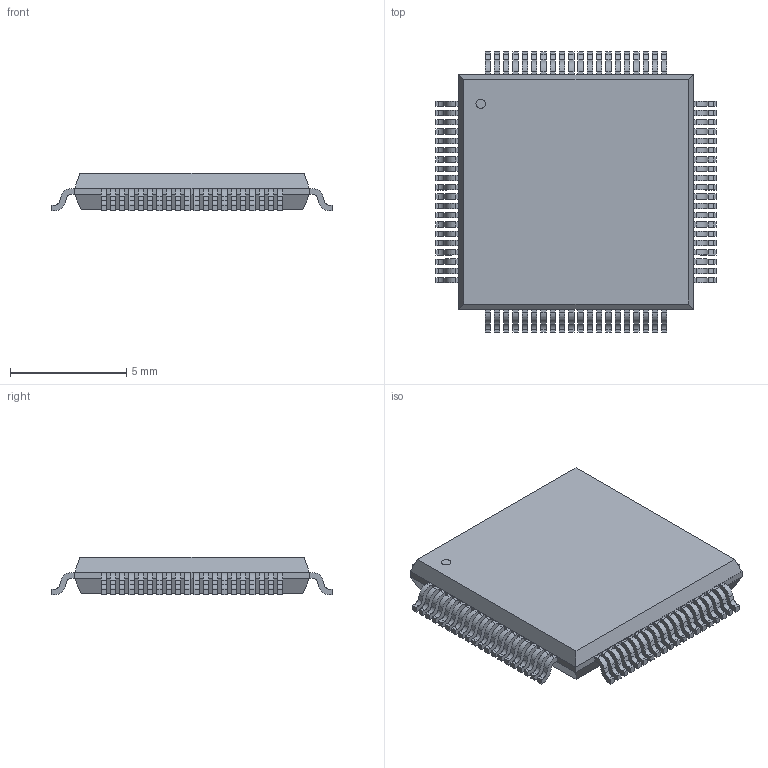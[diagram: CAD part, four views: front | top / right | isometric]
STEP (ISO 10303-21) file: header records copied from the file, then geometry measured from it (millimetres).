
FILE_DESCRIPTION(('STEP AP214'),'1');
FILE_NAME('LQFP10X10_80LD-PL-1_MCH','2025-07-11T05:37:45',(''),(''),'','','');
FILE_SCHEMA(('AUTOMOTIVE_DESIGN'));
Length unit declared in the file: millimetre
Products named in the file (1): product
Bounding box: 12.09 x 12.09 x 1.6 mm (x, y, z)
Volume: 157.9 mm3; surface area: 361.2 mm2
Topology: 82 solids, 82 shells, 1137 faces, 2911 edges, 1938 vertices
Faces by surface type: plane 816, cylinder 321
Full cylindrical faces by diameter (mm): 0.404 x1
Entity records: 32877 total; most frequent: DIRECTION 5830, ORIENTED_EDGE 5820, CARTESIAN_POINT 3399, EDGE_CURVE 2910, LINE 2268, VECTOR 2268, VERTEX_POINT 1938, AXIS2_PLACEMENT_3D 1781
